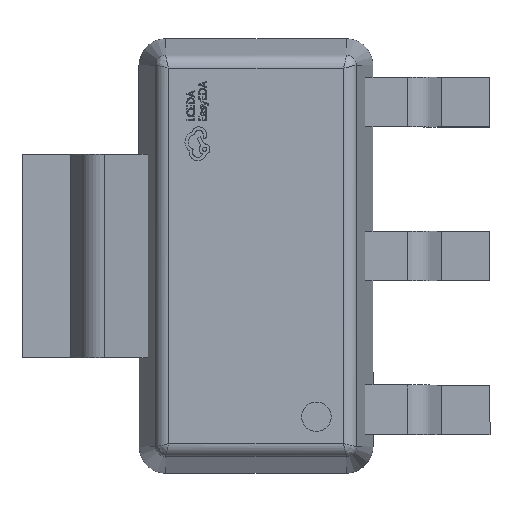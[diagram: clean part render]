
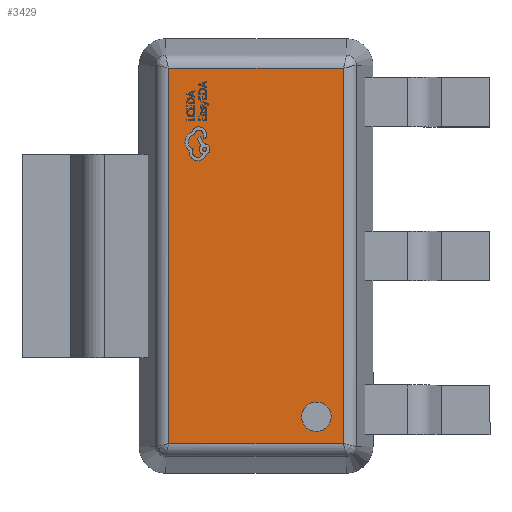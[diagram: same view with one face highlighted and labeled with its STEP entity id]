
A CAD part, top view. The second image highlights one B-rep face of the part: STEP entity #3429.
In plain terms, the highlighted planar face has unit normal (0, 0, 1).
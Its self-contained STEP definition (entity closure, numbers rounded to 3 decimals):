
#778 = VERTEX_POINT ( 'NONE', #5120 ) ;
#1121 = CIRCLE ( 'NONE', #3678, 0.22 ) ;
#2053 = VECTOR ( 'NONE', #9579, 1000. ) ;
#2157 = ORIENTED_EDGE ( 'NONE', *, *, #11464, .F. ) ;
#2334 = FACE_OUTER_BOUND ( 'NONE', #4595, .T. ) ;
#2446 = CARTESIAN_POINT ( 'NONE',  ( 1.307, 2.807, 1.23 ) ) ;
#3429 = ADVANCED_FACE ( 'NONE', ( #9708, #2334 ), #16157, .T. ) ;
#3501 = CARTESIAN_POINT ( 'NONE',  ( -1.307, -2.85, 1.23 ) ) ;
#3678 = AXIS2_PLACEMENT_3D ( 'NONE', #16623, #15427, #15321 ) ;
#3723 = ORIENTED_EDGE ( 'NONE', *, *, #16318, .T. ) ;
#4044 = AXIS2_PLACEMENT_3D ( 'NONE', #8616, #14644, #6929 ) ;
#4595 = EDGE_LOOP ( 'NONE', ( #12269, #18109, #12768, #3723 ) ) ;
#4742 = DIRECTION ( 'NONE',  ( 0., 1., 0. ) ) ;
#4842 = CARTESIAN_POINT ( 'NONE',  ( 0.903, -2.407, 1.23 ) ) ;
#4908 = LINE ( 'NONE', #8115, #2053 ) ;
#5120 = CARTESIAN_POINT ( 'NONE',  ( 1.307, -2.807, 1.23 ) ) ;
#5751 = LINE ( 'NONE', #14607, #8474 ) ;
#6135 = CARTESIAN_POINT ( 'NONE',  ( 0.903, -2.627, 1.23 ) ) ;
#6146 = VERTEX_POINT ( 'NONE', #10655 ) ;
#6301 = EDGE_CURVE ( 'NONE', #10148, #6933, #5751, .T. ) ;
#6929 = DIRECTION ( 'NONE',  ( 0., 1., 0. ) ) ;
#6933 = VERTEX_POINT ( 'NONE', #9898 ) ;
#7947 = LINE ( 'NONE', #10810, #12950 ) ;
#8115 = CARTESIAN_POINT ( 'NONE',  ( 1.307, 2.85, 1.23 ) ) ;
#8246 = VERTEX_POINT ( 'NONE', #12555 ) ;
#8474 = VECTOR ( 'NONE', #10044, 1000. ) ;
#8616 = CARTESIAN_POINT ( 'NONE',  ( 1.35, 2.85, 1.23 ) ) ;
#8872 = EDGE_CURVE ( 'NONE', #8246, #778, #7947, .T. ) ;
#9579 = DIRECTION ( 'NONE',  ( 0., 1., 0. ) ) ;
#9708 = FACE_BOUND ( 'NONE', #11332, .T. ) ;
#9898 = CARTESIAN_POINT ( 'NONE',  ( -1.307, 2.807, 1.23 ) ) ;
#10044 = DIRECTION ( 'NONE',  ( -1., 0., 0. ) ) ;
#10148 = VERTEX_POINT ( 'NONE', #2446 ) ;
#10363 = LINE ( 'NONE', #3501, #13460 ) ;
#10500 = DIRECTION ( 'NONE',  ( 0., 0., 1. ) ) ;
#10577 = AXIS2_PLACEMENT_3D ( 'NONE', #4842, #10500, #4742 ) ;
#10655 = CARTESIAN_POINT ( 'NONE',  ( 0.903, -2.186, 1.23 ) ) ;
#10810 = CARTESIAN_POINT ( 'NONE',  ( 1.35, -2.807, 1.23 ) ) ;
#11332 = EDGE_LOOP ( 'NONE', ( #2157, #17654 ) ) ;
#11464 = EDGE_CURVE ( 'NONE', #6146, #12024, #1121, .T. ) ;
#12024 = VERTEX_POINT ( 'NONE', #6135 ) ;
#12269 = ORIENTED_EDGE ( 'NONE', *, *, #8872, .T. ) ;
#12513 = CIRCLE ( 'NONE', #10577, 0.22 ) ;
#12555 = CARTESIAN_POINT ( 'NONE',  ( -1.307, -2.807, 1.23 ) ) ;
#12768 = ORIENTED_EDGE ( 'NONE', *, *, #6301, .T. ) ;
#12950 = VECTOR ( 'NONE', #15350, 1000. ) ;
#13460 = VECTOR ( 'NONE', #15602, 1000. ) ;
#14607 = CARTESIAN_POINT ( 'NONE',  ( -1.35, 2.807, 1.23 ) ) ;
#14644 = DIRECTION ( 'NONE',  ( 0., 0., 1. ) ) ;
#15321 = DIRECTION ( 'NONE',  ( 0., 1., 0. ) ) ;
#15350 = DIRECTION ( 'NONE',  ( 1., 0., 0. ) ) ;
#15427 = DIRECTION ( 'NONE',  ( 0., 0., 1. ) ) ;
#15602 = DIRECTION ( 'NONE',  ( 0., -1., 0. ) ) ;
#15629 = EDGE_CURVE ( 'NONE', #12024, #6146, #12513, .T. ) ;
#16157 = PLANE ( 'NONE',  #4044 ) ;
#16318 = EDGE_CURVE ( 'NONE', #6933, #8246, #10363, .T. ) ;
#16623 = CARTESIAN_POINT ( 'NONE',  ( 0.903, -2.407, 1.23 ) ) ;
#17654 = ORIENTED_EDGE ( 'NONE', *, *, #15629, .F. ) ;
#17864 = EDGE_CURVE ( 'NONE', #778, #10148, #4908, .T. ) ;
#18109 = ORIENTED_EDGE ( 'NONE', *, *, #17864, .T. ) ;
